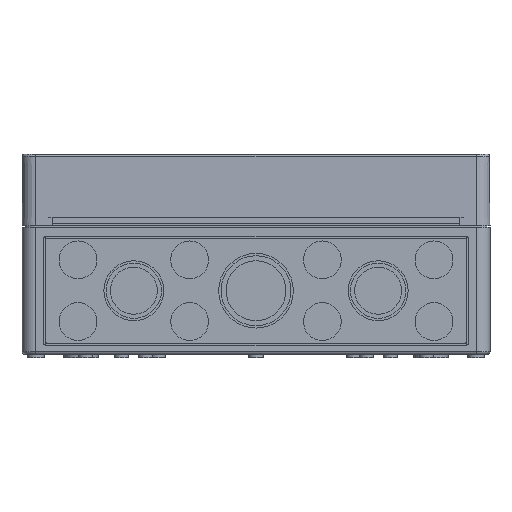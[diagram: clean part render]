
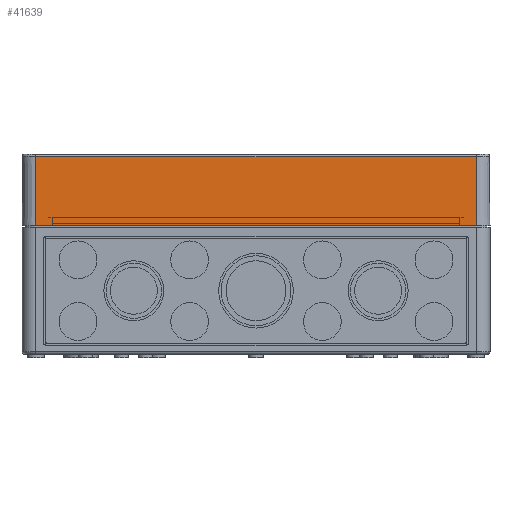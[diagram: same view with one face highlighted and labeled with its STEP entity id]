
A CAD part, front view. The second image highlights one B-rep face of the part: STEP entity #41639.
In plain terms, the highlighted planar face has unit normal (0, -1, 0.004).
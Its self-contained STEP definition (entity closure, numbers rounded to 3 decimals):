
#1694 = DIRECTION ( 'NONE',  ( -1., 0., 0. ) ) ;
#2185 = AXIS2_PLACEMENT_3D ( 'NONE', #6077, #9252, #9403 ) ;
#2762 = PLANE ( 'NONE',  #2185 ) ;
#3330 = EDGE_CURVE ( 'NONE', #8685, #22507, #30076, .T. ) ;
#4936 = VECTOR ( 'NONE', #29355, 1000. ) ;
#6077 = CARTESIAN_POINT ( 'NONE',  ( -127., -180.5, 0. ) ) ;
#6416 = ORIENTED_EDGE ( 'NONE', *, *, #3330, .T. ) ;
#7418 = EDGE_CURVE ( 'NONE', #22507, #10609, #42105, .T. ) ;
#7979 = EDGE_LOOP ( 'NONE', ( #18713, #26292, #6416, #14592 ) ) ;
#8685 = VERTEX_POINT ( 'NONE', #30144 ) ;
#9252 = DIRECTION ( 'NONE',  ( 0., -1., 0.003 ) ) ;
#9403 = DIRECTION ( 'NONE',  ( 0., -0.003, -1. ) ) ;
#9822 = CARTESIAN_POINT ( 'NONE',  ( 119.5, -180.369, 37.505 ) ) ;
#10609 = VERTEX_POINT ( 'NONE', #20288 ) ;
#12748 = VECTOR ( 'NONE', #18400, 1000. ) ;
#13231 = CARTESIAN_POINT ( 'NONE',  ( -127., -180.5, 0. ) ) ;
#14027 = LINE ( 'NONE', #24633, #40189 ) ;
#14592 = ORIENTED_EDGE ( 'NONE', *, *, #7418, .T. ) ;
#14930 = VECTOR ( 'NONE', #16534, 1000. ) ;
#15106 = CARTESIAN_POINT ( 'NONE',  ( 119.5, -180.369, 37.505 ) ) ;
#16534 = DIRECTION ( 'NONE',  ( 1., 0., 0. ) ) ;
#18400 = DIRECTION ( 'NONE',  ( 0., 0.003, 1. ) ) ;
#18713 = ORIENTED_EDGE ( 'NONE', *, *, #33999, .T. ) ;
#20288 = CARTESIAN_POINT ( 'NONE',  ( 119.5, -180.5, 0. ) ) ;
#20703 = EDGE_CURVE ( 'NONE', #33666, #8685, #14027, .T. ) ;
#22507 = VERTEX_POINT ( 'NONE', #26359 ) ;
#24633 = CARTESIAN_POINT ( 'NONE',  ( 150., -180.369, 37.505 ) ) ;
#26292 = ORIENTED_EDGE ( 'NONE', *, *, #20703, .T. ) ;
#26359 = CARTESIAN_POINT ( 'NONE',  ( -119.5, -180.5, 0. ) ) ;
#28456 = FACE_OUTER_BOUND ( 'NONE', #7979, .T. ) ;
#29355 = DIRECTION ( 'NONE',  ( 0., -0.003, -1. ) ) ;
#30076 = LINE ( 'NONE', #42409, #4936 ) ;
#30144 = CARTESIAN_POINT ( 'NONE',  ( -119.5, -180.369, 37.505 ) ) ;
#33666 = VERTEX_POINT ( 'NONE', #9822 ) ;
#33999 = EDGE_CURVE ( 'NONE', #10609, #33666, #38879, .T. ) ;
#38879 = LINE ( 'NONE', #15106, #12748 ) ;
#40189 = VECTOR ( 'NONE', #1694, 1000. ) ;
#41639 = ADVANCED_FACE ( 'NONE', ( #28456 ), #2762, .T. ) ;
#42105 = LINE ( 'NONE', #13231, #14930 ) ;
#42409 = CARTESIAN_POINT ( 'NONE',  ( -119.5, -180.5, 0. ) ) ;
